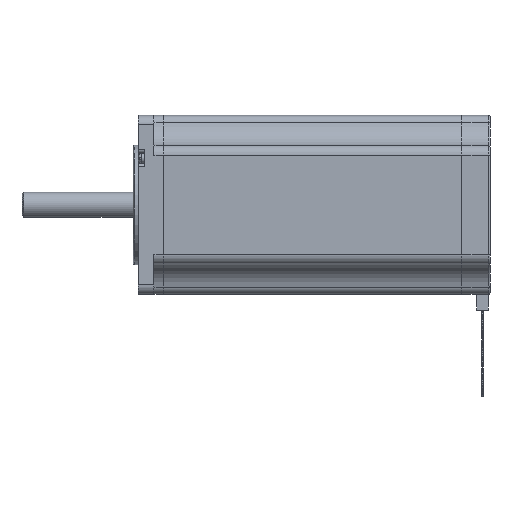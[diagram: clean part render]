
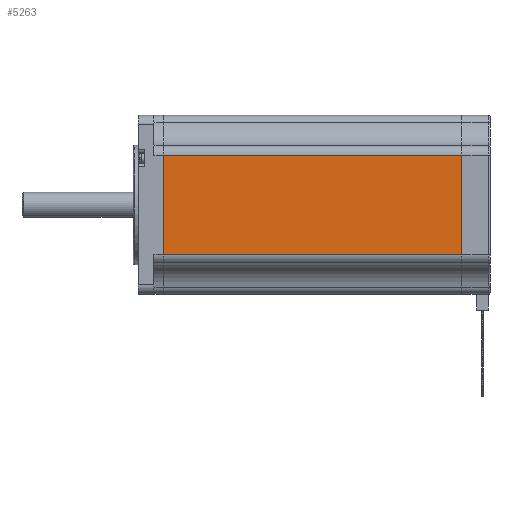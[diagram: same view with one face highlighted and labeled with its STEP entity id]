
A CAD part, front view. The second image highlights one B-rep face of the part: STEP entity #5263.
In plain terms, the highlighted planar face has unit normal (0, -1, 0).
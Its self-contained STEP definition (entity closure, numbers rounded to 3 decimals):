
#239 = ORIENTED_EDGE ( 'NONE', *, *, #3089, .T. ) ;
#475 = VERTEX_POINT ( 'NONE', #9246 ) ;
#502 = VECTOR ( 'NONE', #1781, 1000. ) ;
#736 = CARTESIAN_POINT ( 'NONE',  ( -9., -28.5, 28.5 ) ) ;
#983 = DIRECTION ( 'NONE',  ( 1., 0., 0. ) ) ;
#1276 = VERTEX_POINT ( 'NONE', #4363 ) ;
#1719 = VECTOR ( 'NONE', #6388, 1000. ) ;
#1781 = DIRECTION ( 'NONE',  ( 0., 0., -1. ) ) ;
#1988 = ORIENTED_EDGE ( 'NONE', *, *, #7712, .T. ) ;
#2151 = DIRECTION ( 'NONE',  ( 0., 0., -1. ) ) ;
#2280 = EDGE_CURVE ( 'NONE', #3678, #475, #8935, .T. ) ;
#2312 = VECTOR ( 'NONE', #7880, 1000. ) ;
#2979 = DIRECTION ( 'NONE',  ( 0., -1., 0. ) ) ;
#3089 = EDGE_CURVE ( 'NONE', #1276, #3678, #9765, .T. ) ;
#3418 = ORIENTED_EDGE ( 'NONE', *, *, #2280, .T. ) ;
#3678 = VERTEX_POINT ( 'NONE', #5063 ) ;
#3742 = FACE_OUTER_BOUND ( 'NONE', #5810, .T. ) ;
#4106 = CARTESIAN_POINT ( 'NONE',  ( -9., -28.5, 15.851 ) ) ;
#4363 = CARTESIAN_POINT ( 'NONE',  ( -9., -28.5, 15.851 ) ) ;
#5063 = CARTESIAN_POINT ( 'NONE',  ( -104., -28.5, 15.851 ) ) ;
#5097 = CARTESIAN_POINT ( 'NONE',  ( -9., -28.5, -15.851 ) ) ;
#5230 = VERTEX_POINT ( 'NONE', #5097 ) ;
#5263 = ADVANCED_FACE ( 'NONE', ( #3742 ), #7739, .T. ) ;
#5539 = LINE ( 'NONE', #736, #2312 ) ;
#5810 = EDGE_LOOP ( 'NONE', ( #239, #3418, #1988, #7378 ) ) ;
#6388 = DIRECTION ( 'NONE',  ( -1., 0., 0. ) ) ;
#6890 = CARTESIAN_POINT ( 'NONE',  ( -9., -28.5, 28.5 ) ) ;
#6931 = AXIS2_PLACEMENT_3D ( 'NONE', #6890, #2979, #2151 ) ;
#7144 = EDGE_CURVE ( 'NONE', #5230, #1276, #5539, .T. ) ;
#7378 = ORIENTED_EDGE ( 'NONE', *, *, #7144, .T. ) ;
#7712 = EDGE_CURVE ( 'NONE', #475, #5230, #8222, .T. ) ;
#7739 = PLANE ( 'NONE',  #6931 ) ;
#7880 = DIRECTION ( 'NONE',  ( 0., 0., 1. ) ) ;
#8166 = CARTESIAN_POINT ( 'NONE',  ( 0., -28.5, -15.851 ) ) ;
#8222 = LINE ( 'NONE', #8166, #9878 ) ;
#8935 = LINE ( 'NONE', #10430, #502 ) ;
#9246 = CARTESIAN_POINT ( 'NONE',  ( -104., -28.5, -15.851 ) ) ;
#9765 = LINE ( 'NONE', #4106, #1719 ) ;
#9878 = VECTOR ( 'NONE', #983, 1000. ) ;
#10430 = CARTESIAN_POINT ( 'NONE',  ( -104., -28.5, 28.5 ) ) ;
